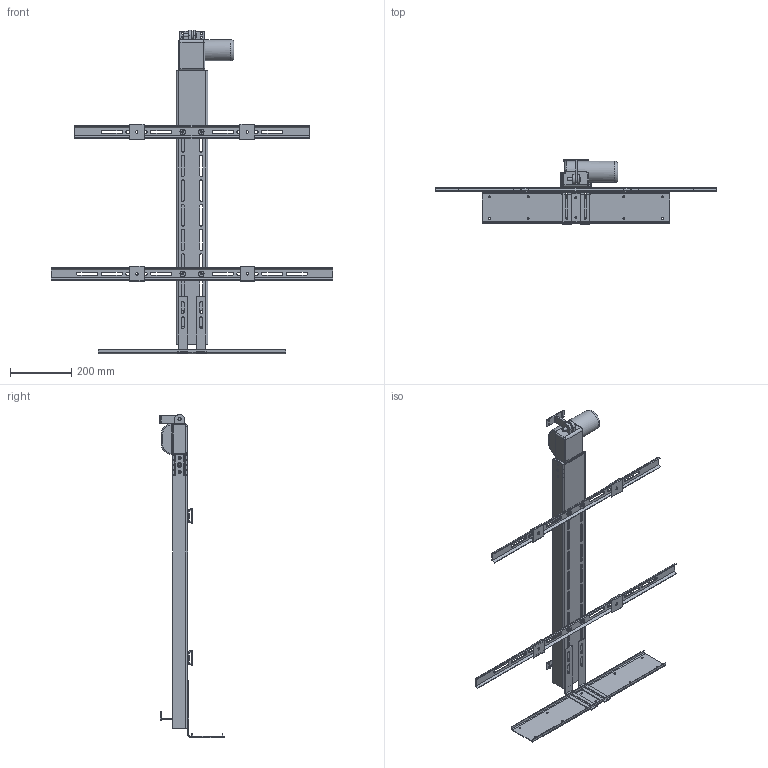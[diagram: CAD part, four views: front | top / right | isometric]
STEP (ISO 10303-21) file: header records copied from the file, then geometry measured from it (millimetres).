
FILE_DESCRIPTION( ( '' ), ' ' );
FILE_NAME( '5c7d9a28cb3f0b1ca4a3a12c.step', '2019-03-04T21:35:37', ( '' ), ( '' ), ' ', ' ', ' ' );
FILE_SCHEMA( ( 'AUTOMOTIVE_DESIGN { 1 0 10303 214 1 1 1 1 }' ) );
Length unit declared in the file: metre
Products named in the file (16): Track Extrusion <1>; Track Extrusion Actuator; Part 1; Angle Mount; Track Extrusion Top; Track Extrusion End Cap; Track Extrusion Bottom; Assem1; Long TV Support Arms 30”; Pivot Pin; Long TV Support Arms 36”; TV Bracket; Drywall Bracket; Main Long Bracket; T Bracket; L Bracket
Assembly tree (19 placements, depth 3):
  Assem1
    Long TV Support Arms 30”
    Pivot Pin
    Long TV Support Arms 36”
    TV Bracket  x4
    Drywall Bracket
    Main Long Bracket
    T Bracket
    L Bracket  x2
    Track Extrusion <1>
      Track Extrusion Actuator
      Part 1
      Angle Mount
      Track Extrusion Top
      Track Extrusion End Cap
      Track Extrusion Bottom
Bounding box: 914.4 x 212.35 x 1051.56 mm (x, y, z)
Volume: 2179246.5 mm3; surface area: 1109975.2 mm2
Topology: 17 solids, 18 shells, 746 faces, 2044 edges, 1335 vertices
Faces by surface type: plane 439, cylinder 273, cone 14, torus 11, bspline 9
Full cylindrical faces by diameter (mm): 3.7 x4, 5 x4, 5.4 x4, 6.1 x4, 6.25 x8, 6.5 x2, 6.75 x4, 7 x10, 9 x6, 9.7 x1, 9.9 x4, 10.5 x2, 10.55 x1, 11 x2, 13.7 x1, 15.8 x2, 18.15 x4, 69.6 x1
Entity records: 28361 total; most frequent: CARTESIAN_POINT 5466, DIRECTION 3587, ORIENTED_EDGE 3472, EDGE_CURVE 1736, LINE 1201, VECTOR 1201, AXIS2_PLACEMENT_3D 1193, VERTEX_POINT 1179
